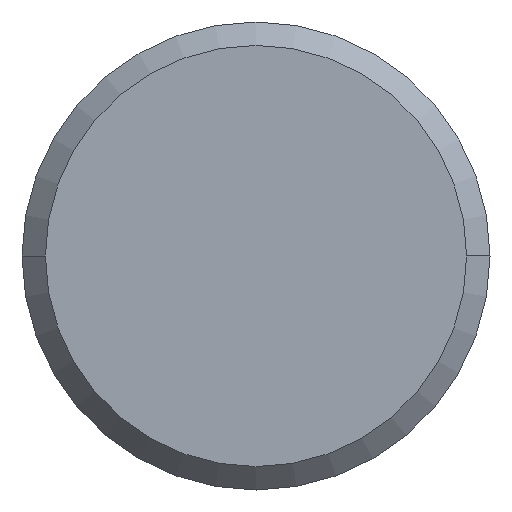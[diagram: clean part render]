
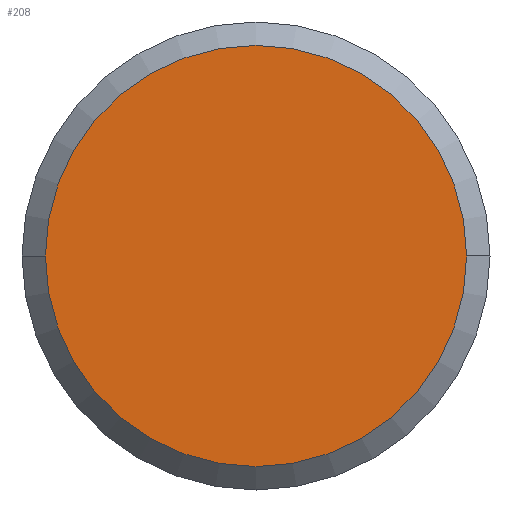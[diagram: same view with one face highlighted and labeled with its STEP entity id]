
A CAD part, left-side view. The second image highlights one B-rep face of the part: STEP entity #208.
In plain terms, the highlighted planar face has unit normal (-1, 0, 0).
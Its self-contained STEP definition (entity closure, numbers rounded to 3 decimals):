
#16 = DIRECTION ( 'NONE',  ( 0., -1., 0. ) ) ;
#56 = AXIS2_PLACEMENT_3D ( 'NONE', #204, #66, #230 ) ;
#66 = DIRECTION ( 'NONE',  ( 1., 0., 0. ) ) ;
#68 = FACE_OUTER_BOUND ( 'NONE', #246, .T. ) ;
#73 = EDGE_CURVE ( 'NONE', #261, #282, #104, .T. ) ;
#100 = CARTESIAN_POINT ( 'NONE',  ( -43., 2.7, 0. ) ) ;
#104 = CIRCLE ( 'NONE', #56, 2.7 ) ;
#109 = EDGE_CURVE ( 'NONE', #282, #261, #205, .T. ) ;
#122 = DIRECTION ( 'NONE',  ( 1., 0., 0. ) ) ;
#144 = AXIS2_PLACEMENT_3D ( 'NONE', #250, #122, #275 ) ;
#184 = ORIENTED_EDGE ( 'NONE', *, *, #109, .F. ) ;
#204 = CARTESIAN_POINT ( 'NONE',  ( -43., 0., 0. ) ) ;
#205 = CIRCLE ( 'NONE', #144, 2.7 ) ;
#208 = ADVANCED_FACE ( 'NONE', ( #68 ), #279, .T. ) ;
#212 = DIRECTION ( 'NONE',  ( -1., 0., 0. ) ) ;
#213 = ORIENTED_EDGE ( 'NONE', *, *, #73, .F. ) ;
#230 = DIRECTION ( 'NONE',  ( 0., 1., 0. ) ) ;
#235 = CARTESIAN_POINT ( 'NONE',  ( -43., 0., 0. ) ) ;
#246 = EDGE_LOOP ( 'NONE', ( #213, #184 ) ) ;
#250 = CARTESIAN_POINT ( 'NONE',  ( -43., 0., 0. ) ) ;
#257 = CARTESIAN_POINT ( 'NONE',  ( -43., -2.7, 0. ) ) ;
#261 = VERTEX_POINT ( 'NONE', #100 ) ;
#274 = AXIS2_PLACEMENT_3D ( 'NONE', #235, #212, #16 ) ;
#275 = DIRECTION ( 'NONE',  ( 0., 1., 0. ) ) ;
#279 = PLANE ( 'NONE',  #274 ) ;
#282 = VERTEX_POINT ( 'NONE', #257 ) ;
